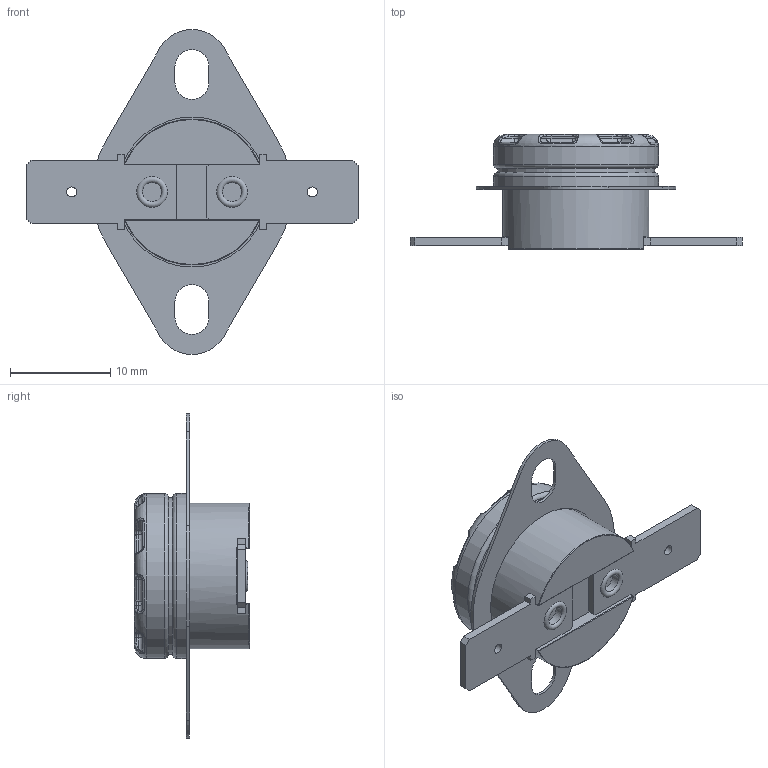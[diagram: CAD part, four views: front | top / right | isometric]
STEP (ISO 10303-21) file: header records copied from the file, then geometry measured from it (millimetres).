
FILE_DESCRIPTION(/* description */ (''),/* implementation_level */ '2;1');
FILE_NAME(/* name */ 'KSD301 v8.step',/* time_stamp */ '2020-12-19T15:13:21+03:00',/* author */ (''),/* organization */ (''),/* preprocessor_version */ 'ST-DEVELOPER v18.1',/* originating_system */ 'Autodesk Translation Framework v9.7.0.1280',/* authorisation */ '');
FILE_SCHEMA (('AUTOMOTIVE_DESIGN { 1 0 10303 214 3 1 1 }'));
Length unit declared in the file: millimetre
Products named in the file (8): KSD301; Cap; Flange; Base; Contact; Contact_pin; Contact(Mirror); Contact_pin(Mirror)
Assembly tree (7 placements, depth 3):
  KSD301
    Cap
    Flange
    Base
    Contact
      Contact_pin
    Contact(Mirror)
      Contact_pin(Mirror)
Bounding box: 33.2 x 11.5 x 32.5 mm (x, y, z)
Volume: 2218.6 mm3; surface area: 2319 mm2
Topology: 7 solids, 7 shells, 267 faces, 619 edges, 366 vertices
Faces by surface type: cylinder 91, plane 90, torus 33, bspline 32, sphere 20, cone 1
Full cylindrical faces by diameter (mm): 1 x2, 1.9 x2, 2.5 x4, 14.6 x1, 15 x1, 15.7 x1, 16.5 x2
Entity records: 8698 total; most frequent: CARTESIAN_POINT 2413, DIRECTION 1316, ORIENTED_EDGE 1238, EDGE_CURVE 619, AXIS2_PLACEMENT_3D 516, VERTEX_POINT 366, EDGE_LOOP 285, LINE 284
